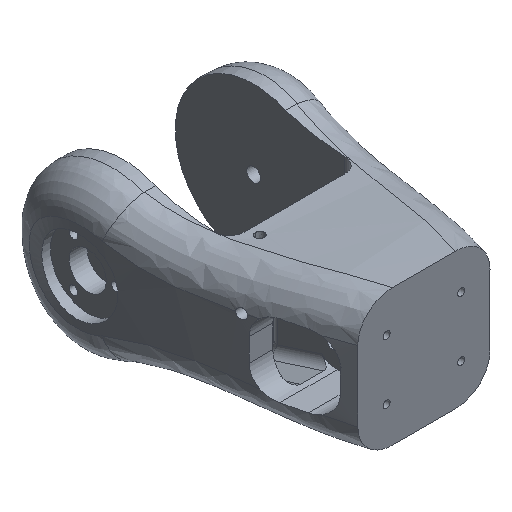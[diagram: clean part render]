
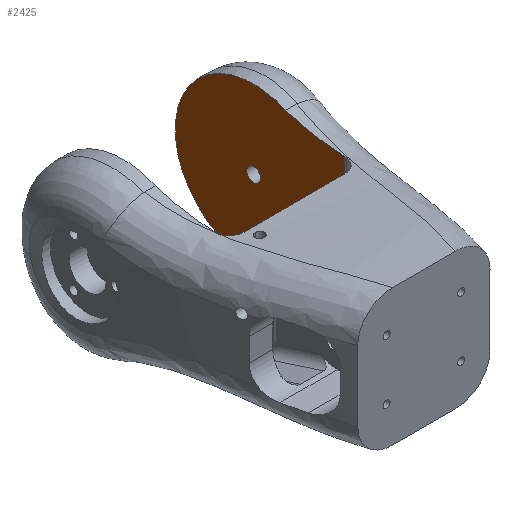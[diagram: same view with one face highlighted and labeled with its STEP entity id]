
A CAD part, isometric view. The second image highlights one B-rep face of the part: STEP entity #2425.
In plain terms, the highlighted planar face has unit normal (-1, 0, 0).
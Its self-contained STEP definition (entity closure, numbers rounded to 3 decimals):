
#53=FACE_BOUND('',#801,.T.);
#112=PLANE('',#2659);
#235=LINE('',#9081,#372);
#372=VECTOR('',#3138,74.259);
#446=CIRCLE('',#2562,47.5);
#485=CIRCLE('',#2616,4.15);
#486=CIRCLE('',#2617,4.15);
#648=FACE_OUTER_BOUND('',#800,.T.);
#800=EDGE_LOOP('',(#1959,#1960,#1961,#1962));
#801=EDGE_LOOP('',(#1963,#1964));
#915=B_SPLINE_CURVE_WITH_KNOTS('',3,(#3621,#3622,#3623,#3624),
 .UNSPECIFIED.,.F.,.F.,(4,4),(0.,0.293),.UNSPECIFIED.);
#971=B_SPLINE_CURVE_WITH_KNOTS('',3,(#8627,#8628,#8629,#8630),
 .UNSPECIFIED.,.F.,.F.,(4,4),(0.,0.293),.UNSPECIFIED.);
#1018=VERTEX_POINT('',#3582);
#1019=VERTEX_POINT('',#3620);
#1054=VERTEX_POINT('',#4470);
#1131=VERTEX_POINT('',#8216);
#1132=VERTEX_POINT('',#8218);
#1172=VERTEX_POINT('',#8626);
#1283=EDGE_CURVE('',#1018,#1019,#915,.F.);
#1324=EDGE_CURVE('',#1054,#1019,#446,.T.);
#1421=EDGE_CURVE('',#1131,#1132,#485,.T.);
#1422=EDGE_CURVE('',#1132,#1131,#486,.T.);
#1475=EDGE_CURVE('',#1172,#1054,#971,.F.);
#1507=EDGE_CURVE('',#1018,#1172,#235,.T.);
#1959=ORIENTED_EDGE('',*,*,#1283,.F.);
#1960=ORIENTED_EDGE('',*,*,#1507,.T.);
#1961=ORIENTED_EDGE('',*,*,#1475,.T.);
#1962=ORIENTED_EDGE('',*,*,#1324,.T.);
#1963=ORIENTED_EDGE('',*,*,#1422,.F.);
#1964=ORIENTED_EDGE('',*,*,#1421,.F.);
#2425=ADVANCED_FACE('',(#648,#53),#112,.T.);
#2562=AXIS2_PLACEMENT_3D('',#4471,#2886,#2887);
#2616=AXIS2_PLACEMENT_3D('',#8219,#3012,#3013);
#2617=AXIS2_PLACEMENT_3D('',#8220,#3014,#3015);
#2659=AXIS2_PLACEMENT_3D('',#9080,#3136,#3137);
#2886=DIRECTION('center_axis',(-1.,0.,0.));
#2887=DIRECTION('ref_axis',(0.,-1.,0.));
#3012=DIRECTION('center_axis',(-1.,0.,0.));
#3013=DIRECTION('ref_axis',(0.,-1.,0.));
#3014=DIRECTION('center_axis',(-1.,0.,0.));
#3015=DIRECTION('ref_axis',(0.,-1.,0.));
#3136=DIRECTION('center_axis',(-1.,0.,0.));
#3137=DIRECTION('ref_axis',(0.,0.,1.));
#3138=DIRECTION('',(0.,0.,1.));
#3582=CARTESIAN_POINT('',(104.5,87.34,5.371));
#3620=CARTESIAN_POINT('',(104.5,123.2,-0.858));
#3621=CARTESIAN_POINT('Ctrl Pts',(104.5,123.2,-0.858));
#3622=CARTESIAN_POINT('Ctrl Pts',(104.5,111.292,3.156));
#3623=CARTESIAN_POINT('Ctrl Pts',(104.5,99.333,4.892));
#3624=CARTESIAN_POINT('Ctrl Pts',(104.5,87.34,5.371));
#4470=CARTESIAN_POINT('',(104.5,123.2,85.858));
#4471=CARTESIAN_POINT('Origin',(104.5,142.6,42.5));
#8216=CARTESIAN_POINT('',(104.5,142.6,38.35));
#8218=CARTESIAN_POINT('',(104.5,138.45,42.5));
#8219=CARTESIAN_POINT('Origin',(104.5,142.6,42.5));
#8220=CARTESIAN_POINT('Origin',(104.5,142.6,42.5));
#8626=CARTESIAN_POINT('',(104.5,87.34,79.629));
#8627=CARTESIAN_POINT('Ctrl Pts',(104.5,123.2,85.858));
#8628=CARTESIAN_POINT('Ctrl Pts',(104.5,111.292,81.844));
#8629=CARTESIAN_POINT('Ctrl Pts',(104.5,99.333,80.108));
#8630=CARTESIAN_POINT('Ctrl Pts',(104.5,87.34,79.629));
#9080=CARTESIAN_POINT('Origin',(104.5,0.,-60.));
#9081=CARTESIAN_POINT('',(104.5,87.34,5.371));
